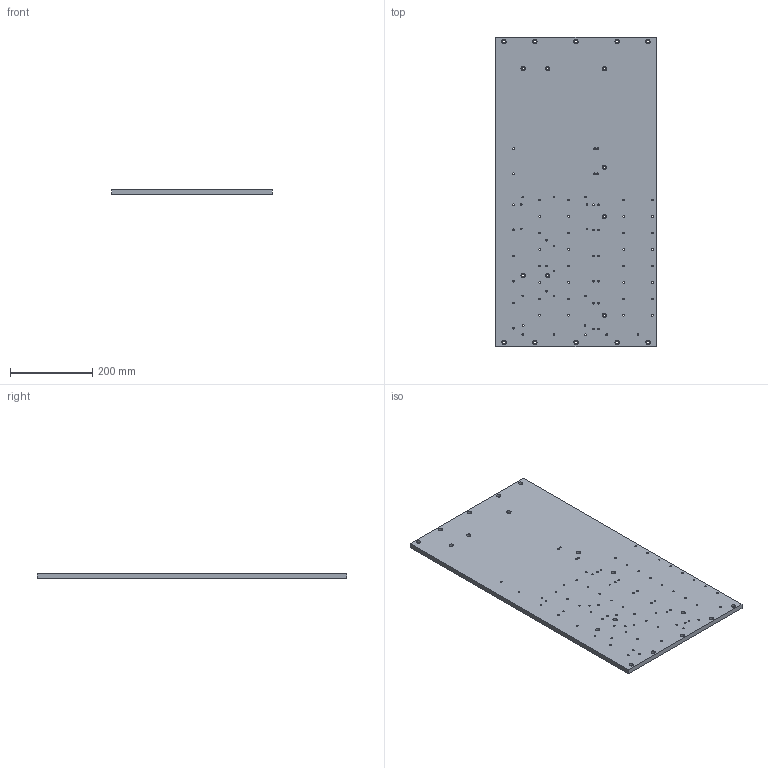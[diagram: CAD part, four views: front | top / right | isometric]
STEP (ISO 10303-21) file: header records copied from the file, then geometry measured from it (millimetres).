
FILE_DESCRIPTION(/* description */ (''),/* implementation_level */ '2;1');
FILE_NAME(/* name */ 'MARTYR~1',/* time_stamp */ '2020-10-27T10:45:59+01:00',/* author */ (''),/* organization */ (''),/* preprocessor_version */ 'ST-DEVELOPER v16.5',/* originating_system */ '',/* authorisation */ '');
FILE_SCHEMA (('AUTOMOTIVE_DESIGN'));
Length unit declared in the file: millimetre
Products named in the file (1): Document
Bounding box: 390 x 751 x 12 mm (x, y, z)
Volume: 3488761.6 mm3; surface area: 628078.1 mm2
Topology: 1 solids, 1 shells, 252 faces, 813 edges, 665 vertices
Faces by surface type: bspline 228, plane 24
Entity records: 13050 total; most frequent: CARTESIAN_POINT 8208, ORIENTED_EDGE 1392, EDGE_CURVE 696, VERTEX_POINT 464, EDGE_LOOP 462, ADVANCED_FACE 252, FACE_OUTER_BOUND 252, FACE_BOUND 210
